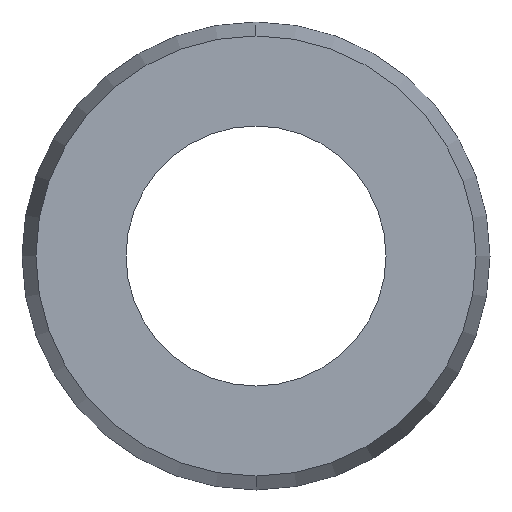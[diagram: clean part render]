
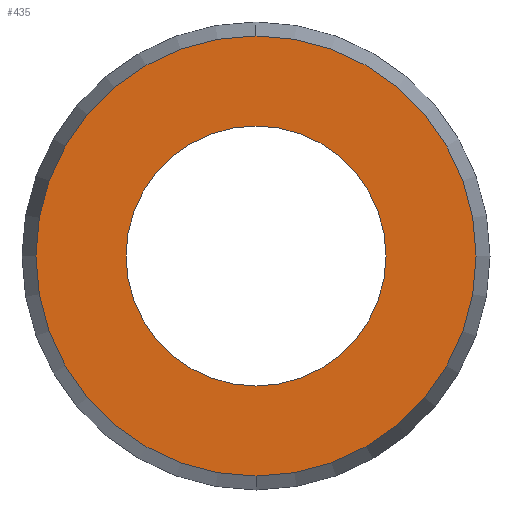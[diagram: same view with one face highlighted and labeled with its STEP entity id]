
A CAD part, left-side view. The second image highlights one B-rep face of the part: STEP entity #435.
In plain terms, the highlighted planar face has unit normal (-1, 0, 0).
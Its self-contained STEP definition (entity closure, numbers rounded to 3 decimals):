
#9 = VERTEX_POINT ( 'NONE', #417 ) ;
#15 = AXIS2_PLACEMENT_3D ( 'NONE', #295, #330, #403 ) ;
#16 = DIRECTION ( 'NONE',  ( -1., 0., 0. ) ) ;
#21 = VERTEX_POINT ( 'NONE', #172 ) ;
#35 = DIRECTION ( 'NONE',  ( -1., 0., 0. ) ) ;
#71 = EDGE_CURVE ( 'NONE', #298, #421, #91, .T. ) ;
#91 = CIRCLE ( 'NONE', #108, 16.928 ) ;
#107 = ORIENTED_EDGE ( 'NONE', *, *, #71, .T. ) ;
#108 = AXIS2_PLACEMENT_3D ( 'NONE', #142, #35, #388 ) ;
#127 = EDGE_LOOP ( 'NONE', ( #379, #343 ) ) ;
#142 = CARTESIAN_POINT ( 'NONE',  ( 0., 0., 0. ) ) ;
#156 = CARTESIAN_POINT ( 'NONE',  ( 0., 0., -16.928 ) ) ;
#163 = AXIS2_PLACEMENT_3D ( 'NONE', #179, #16, #324 ) ;
#167 = CARTESIAN_POINT ( 'NONE',  ( 0., 16.928, 0. ) ) ;
#172 = CARTESIAN_POINT ( 'NONE',  ( 0., 0., -10. ) ) ;
#179 = CARTESIAN_POINT ( 'NONE',  ( 0., 0., 0. ) ) ;
#201 = PLANE ( 'NONE',  #212 ) ;
#212 = AXIS2_PLACEMENT_3D ( 'NONE', #167, #440, #369 ) ;
#217 = DIRECTION ( 'NONE',  ( 0., 0., 1. ) ) ;
#228 = EDGE_CURVE ( 'NONE', #9, #21, #456, .T. ) ;
#229 = FACE_OUTER_BOUND ( 'NONE', #408, .T. ) ;
#241 = CIRCLE ( 'NONE', #163, 16.928 ) ;
#288 = EDGE_CURVE ( 'NONE', #421, #298, #241, .T. ) ;
#295 = CARTESIAN_POINT ( 'NONE',  ( 0., 0., 0. ) ) ;
#298 = VERTEX_POINT ( 'NONE', #156 ) ;
#304 = FACE_BOUND ( 'NONE', #127, .T. ) ;
#319 = CARTESIAN_POINT ( 'NONE',  ( 0., 0., 0. ) ) ;
#324 = DIRECTION ( 'NONE',  ( 0., 0., 1. ) ) ;
#329 = AXIS2_PLACEMENT_3D ( 'NONE', #319, #362, #217 ) ;
#330 = DIRECTION ( 'NONE',  ( -1., 0., 0. ) ) ;
#331 = CARTESIAN_POINT ( 'NONE',  ( 0., 0., 16.928 ) ) ;
#343 = ORIENTED_EDGE ( 'NONE', *, *, #392, .F. ) ;
#362 = DIRECTION ( 'NONE',  ( -1., 0., 0. ) ) ;
#366 = ORIENTED_EDGE ( 'NONE', *, *, #288, .T. ) ;
#369 = DIRECTION ( 'NONE',  ( 0., 0., -1. ) ) ;
#379 = ORIENTED_EDGE ( 'NONE', *, *, #228, .F. ) ;
#388 = DIRECTION ( 'NONE',  ( 0., 0., 1. ) ) ;
#392 = EDGE_CURVE ( 'NONE', #21, #9, #436, .T. ) ;
#403 = DIRECTION ( 'NONE',  ( 0., 0., 1. ) ) ;
#408 = EDGE_LOOP ( 'NONE', ( #107, #366 ) ) ;
#417 = CARTESIAN_POINT ( 'NONE',  ( 0., 0., 10. ) ) ;
#421 = VERTEX_POINT ( 'NONE', #331 ) ;
#435 = ADVANCED_FACE ( 'NONE', ( #304, #229 ), #201, .F. ) ;
#436 = CIRCLE ( 'NONE', #15, 10. ) ;
#440 = DIRECTION ( 'NONE',  ( 1., 0., 0. ) ) ;
#456 = CIRCLE ( 'NONE', #329, 10. ) ;
